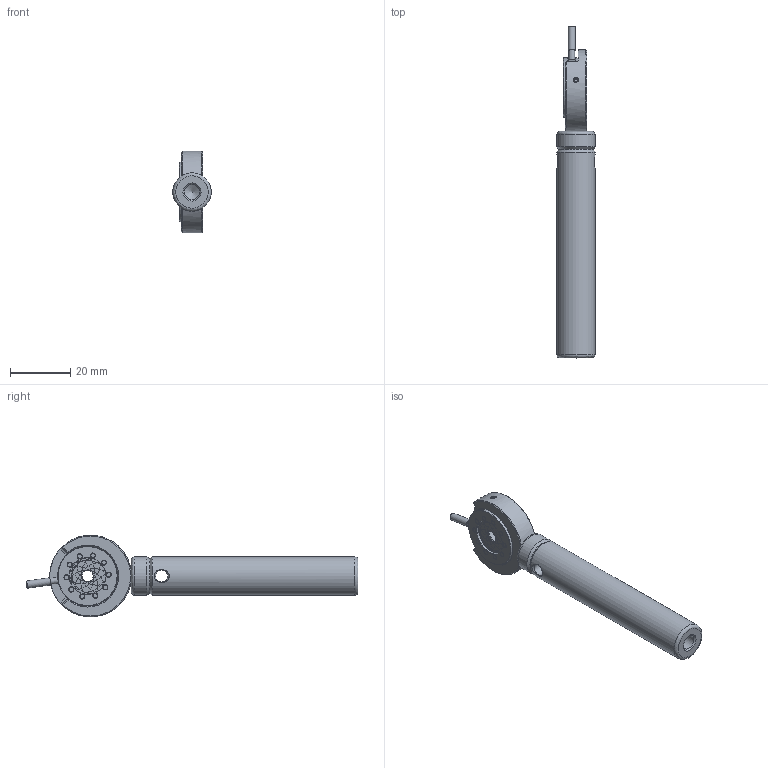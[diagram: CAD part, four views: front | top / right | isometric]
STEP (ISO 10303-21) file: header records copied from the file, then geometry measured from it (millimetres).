
FILE_DESCRIPTION (( 'STEP AP203' ), '1' );
FILE_NAME ('528003.STEP', '2023-10-07T02:36:59', ( 'Windows User' ), ( 'P R C' ), 'SwSTEP 2.0', 'SolidWorks 2020', '' );
FILE_SCHEMA (( 'CONFIG_CONTROL_DESIGN' ));
Length unit declared in the file: millimetre
Products named in the file (1): 528003
Bounding box: 12.7 x 109.88 x 26.98 mm (x, y, z)
Surface area: 8250.4 mm2 (no closed solid volume)
Topology: 0 solids, 19 shells, 230 faces, 677 edges, 494 vertices
Faces by surface type: plane 100, cylinder 66, cone 55, bspline 9
Full cylindrical faces by diameter (mm): 1.25 x1, 1.4 x1, 1.5 x22, 1.6 x3, 2 x3, 2.4 x1, 3.3 x2, 4 x2, 5 x1, 12 x2, 12.7 x2, 13 x1, 17.5 x1, 18.5 x3, 19.75 x1, 27 x1
Entity records: 11773 total; most frequent: CARTESIAN_POINT 6522, ORIENTED_EDGE 983, DIRECTION 908, EDGE_CURVE 543, VERTEX_POINT 454, AXIS2_PLACEMENT_3D 380, EDGE_LOOP 371, FACE_OUTER_BOUND 282
